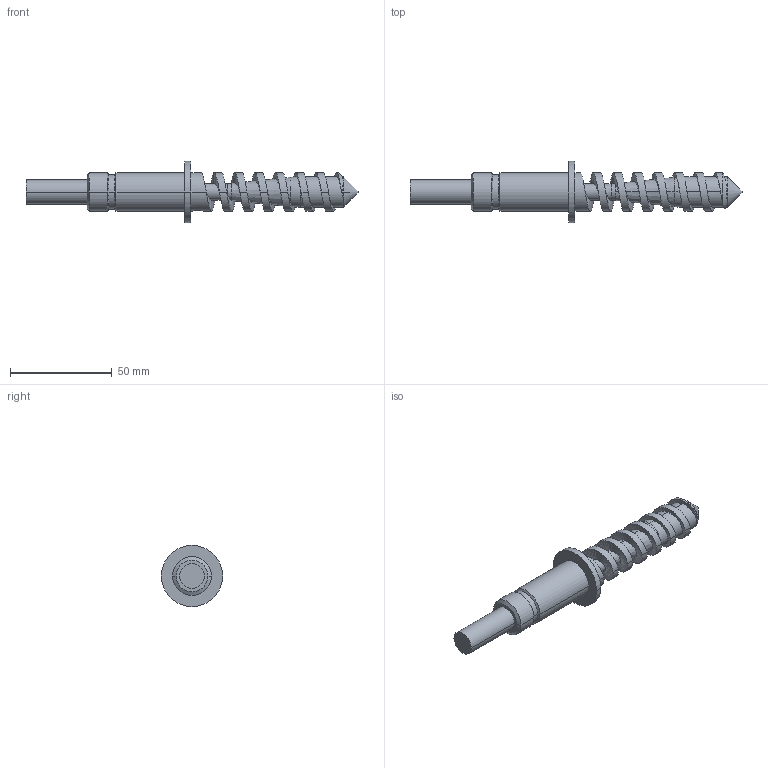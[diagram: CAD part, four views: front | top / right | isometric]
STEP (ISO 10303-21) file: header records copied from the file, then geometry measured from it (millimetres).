
FILE_DESCRIPTION (( 'STEP AP203' ), '1' );
FILE_NAME ('003-102 - Screw.STEP', '2019-06-12T00:32:06', ( '' ), ( '' ), 'SwSTEP 2.0', 'SolidWorks 2015', '' );
FILE_SCHEMA (( 'CONFIG_CONTROL_DESIGN' ));
Length unit declared in the file: millimetre
Products named in the file (1): 003-102 - Screw
Bounding box: 163 x 30 x 30 mm (x, y, z)
Volume: 32823.8 mm3; surface area: 11588.9 mm2
Topology: 1 solids, 1 shells, 66 faces, 170 edges, 109 vertices
Faces by surface type: cylinder 32, cone 19, plane 6, bspline 5, torus 4
Entity records: 5381 total; most frequent: CARTESIAN_POINT 3871, ORIENTED_EDGE 340, DIRECTION 261, EDGE_CURVE 170, VERTEX_POINT 109, AXIS2_PLACEMENT_3D 106, EDGE_LOOP 69, FACE_OUTER_BOUND 66
